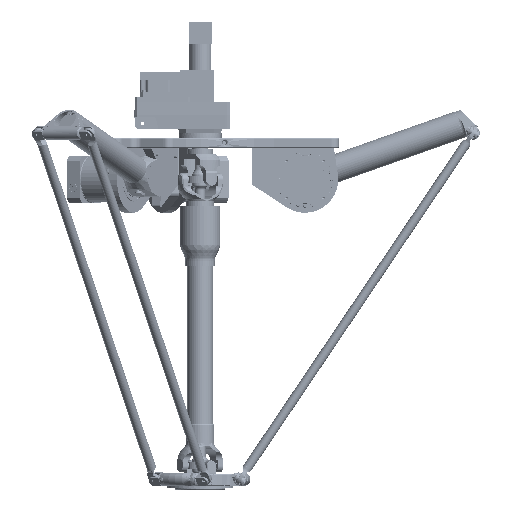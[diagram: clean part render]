
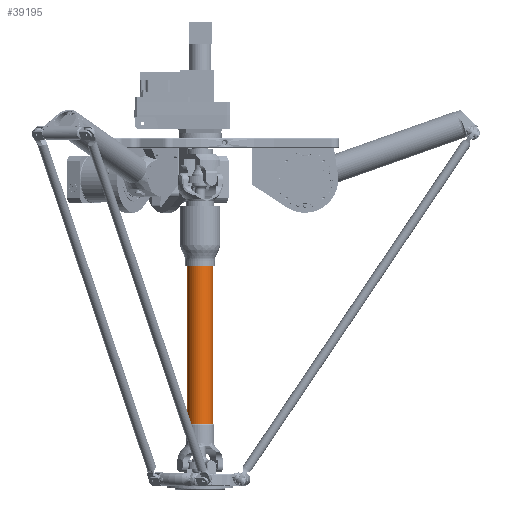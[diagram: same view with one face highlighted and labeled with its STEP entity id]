
A CAD part, front view. The second image highlights one B-rep face of the part: STEP entity #39195.
In plain terms, the highlighted cylindrical face has radius 40 mm (diameter 80 mm), a full revolution.
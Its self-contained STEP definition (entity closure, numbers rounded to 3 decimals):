
#1285=FACE_BOUND('',#10910,.T.);
#4584=CIRCLE('',#43185,40.);
#4588=CIRCLE('',#43193,40.);
#5782=CYLINDRICAL_SURFACE('',#43192,40.);
#7712=FACE_OUTER_BOUND('',#10909,.T.);
#10909=EDGE_LOOP('',(#32917));
#10910=EDGE_LOOP('',(#32918));
#19996=VERTEX_POINT('',#76595);
#20000=VERTEX_POINT('',#76607);
#24540=EDGE_CURVE('',#19996,#19996,#4584,.T.);
#24544=EDGE_CURVE('',#20000,#20000,#4588,.T.);
#32917=ORIENTED_EDGE('',*,*,#24544,.T.);
#32918=ORIENTED_EDGE('',*,*,#24540,.F.);
#39195=ADVANCED_FACE('',(#7712,#1285),#5782,.T.);
#43185=AXIS2_PLACEMENT_3D('',#76596,#52318,#52319);
#43192=AXIS2_PLACEMENT_3D('',#76606,#52332,#52333);
#43193=AXIS2_PLACEMENT_3D('',#76608,#52334,#52335);
#52318=DIRECTION('center_axis',(0.,1.,0.));
#52319=DIRECTION('ref_axis',(1.,0.,0.));
#52332=DIRECTION('center_axis',(0.,-1.,0.));
#52333=DIRECTION('ref_axis',(-1.,0.,0.));
#52334=DIRECTION('center_axis',(0.,1.,0.));
#52335=DIRECTION('ref_axis',(-1.,0.,0.));
#76595=CARTESIAN_POINT('',(-40.,2.,0.));
#76596=CARTESIAN_POINT('Origin',(0.,2.,0.));
#76606=CARTESIAN_POINT('Origin',(0.,75.,0.));
#76607=CARTESIAN_POINT('',(40.,-496.,0.));
#76608=CARTESIAN_POINT('Origin',(0.,-496.,0.));
